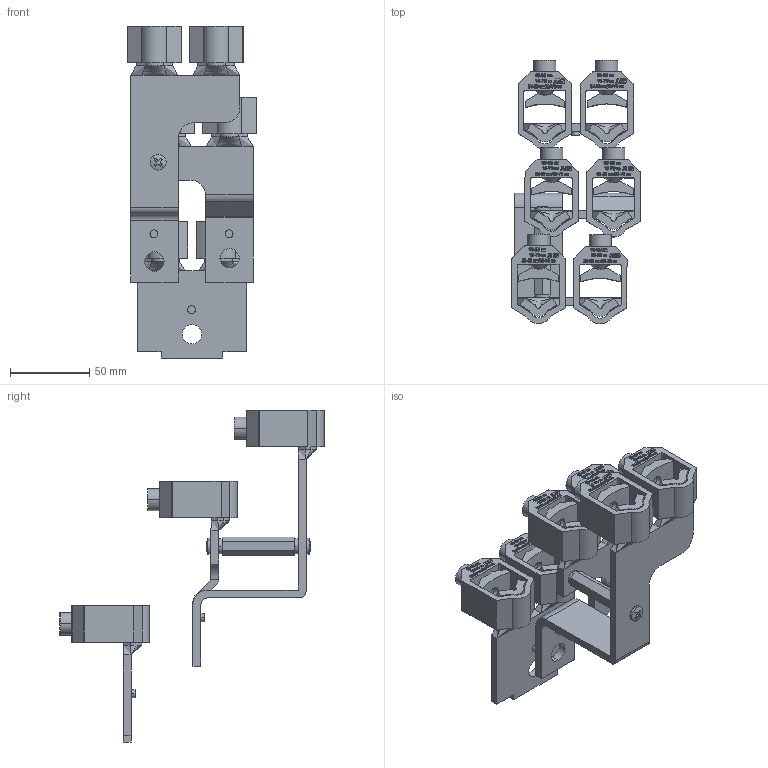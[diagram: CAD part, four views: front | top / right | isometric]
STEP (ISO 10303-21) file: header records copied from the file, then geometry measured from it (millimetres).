
FILE_DESCRIPTION((''),'2;1');
FILE_NAME('1SEB621078_ASM','2020-08-05T10:50:03',('FIALPRI1'),(''),'CREO PARAMETRIC BY PTC INC, 2019164','CREO PARAMETRIC BY PTC INC, 2019164','');
FILE_SCHEMA(('AUTOMOTIVE_DESIGN { 1 0 10303 214 1 1 1 1 }'));
Products named in the file (10): 1SEP304550P0001; 1SEP304549P0001; 1SEP304548P0001; NHSN660009P0550; HCSN401051P0207; MIG100121_02; MIG100171_01; MIG100122; NHSN72206_ASM; 1SEB621078_ASM
Assembly tree (15 placements, depth 3):
  1SEB621078_ASM
    1SEP304550P0001
    1SEP304549P0001
    1SEP304548P0001
    NHSN660009P0550
    HCSN401051P0207  x2
    NHSN72206_ASM  x6
      MIG100121_02
      MIG100171_01
      MIG100122
Bounding box: 81.14 x 166.62 x 209.49 mm (x, y, z)
Volume: 210093 mm3; surface area: 112093 mm2
Topology: 24 solids, 24 shells, 6291 faces, 18572 edges, 12988 vertices
Faces by surface type: plane 2957, extrusion 2292, bspline 510, cylinder 456, cone 44, torus 28, sphere 4
Entity records: 119326 total; most frequent: CARTESIAN_POINT 59499, ORIENTED_EDGE 12498, DIRECTION 8240, EDGE_CURVE 6249, VECTOR 4649, LINE 4087, VERTEX_POINT 3880, B_SPLINE_CURVE_WITH_KNOTS 2624
